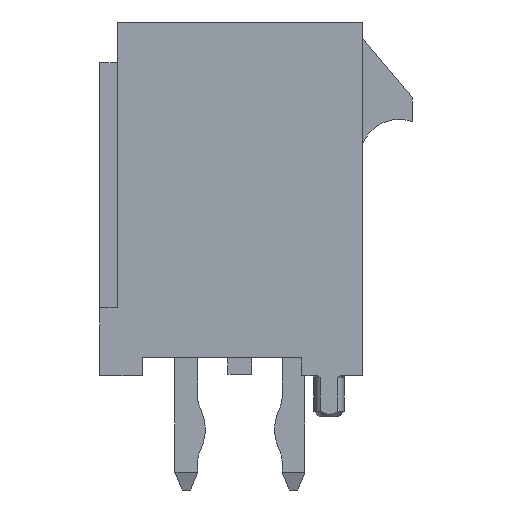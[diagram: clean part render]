
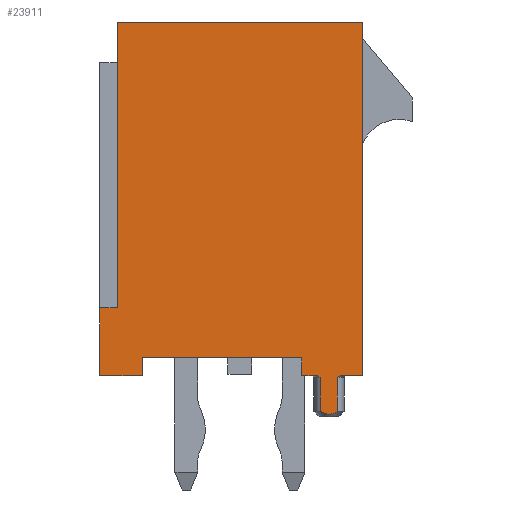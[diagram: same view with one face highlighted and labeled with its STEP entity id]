
A CAD part, left-side view. The second image highlights one B-rep face of the part: STEP entity #23911.
In plain terms, the highlighted face is planar.
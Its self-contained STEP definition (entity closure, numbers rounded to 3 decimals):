
#171=B_SPLINE_CURVE_WITH_KNOTS('',3,(#31207,#31208,#31209,#31210),
 .UNSPECIFIED.,.F.,.F.,(4,4),(0.,0.),
 .UNSPECIFIED.);
#175=B_SPLINE_CURVE_WITH_KNOTS('',3,(#31236,#31237,#31238,#31239),
 .UNSPECIFIED.,.F.,.F.,(4,4),(0.,0.),.UNSPECIFIED.);
#178=B_SPLINE_CURVE_WITH_KNOTS('',3,(#31260,#31261,#31262,#31263),
 .UNSPECIFIED.,.F.,.F.,(4,4),(0.,1.),.UNSPECIFIED.);
#1900=ORIENTED_EDGE('',*,*,#5843,.F.);
#1901=ORIENTED_EDGE('',*,*,#5838,.T.);
#1902=ORIENTED_EDGE('',*,*,#5841,.T.);
#1903=ORIENTED_EDGE('',*,*,#5831,.T.);
#1904=ORIENTED_EDGE('',*,*,#6529,.T.);
#1905=ORIENTED_EDGE('',*,*,#6527,.T.);
#1906=ORIENTED_EDGE('',*,*,#6530,.T.);
#1907=ORIENTED_EDGE('',*,*,#6531,.T.);
#1908=ORIENTED_EDGE('',*,*,#5852,.F.);
#1909=ORIENTED_EDGE('',*,*,#5847,.T.);
#1910=ORIENTED_EDGE('',*,*,#6532,.T.);
#1911=ORIENTED_EDGE('',*,*,#6508,.F.);
#1912=ORIENTED_EDGE('',*,*,#6533,.T.);
#1913=ORIENTED_EDGE('',*,*,#5926,.F.);
#1914=ORIENTED_EDGE('',*,*,#6534,.T.);
#1915=ORIENTED_EDGE('',*,*,#5823,.T.);
#5823=EDGE_CURVE('',#8306,#8307,#171,.T.);
#5831=EDGE_CURVE('',#8313,#8314,#175,.T.);
#5838=EDGE_CURVE('',#8320,#8319,#178,.T.);
#5841=EDGE_CURVE('',#8319,#8313,#9983,.T.);
#5843=EDGE_CURVE('',#8320,#8307,#9985,.T.);
#5847=EDGE_CURVE('',#8322,#8324,#9989,.T.);
#5852=EDGE_CURVE('',#8322,#8327,#9994,.T.);
#5926=EDGE_CURVE('',#8385,#8383,#10068,.T.);
#6508=EDGE_CURVE('',#8791,#8790,#10633,.T.);
#6527=EDGE_CURVE('',#8805,#8804,#10652,.T.);
#6529=EDGE_CURVE('',#8314,#8805,#10654,.T.);
#6530=EDGE_CURVE('',#8804,#8806,#10655,.T.);
#6531=EDGE_CURVE('',#8806,#8327,#10656,.T.);
#6532=EDGE_CURVE('',#8324,#8790,#10657,.T.);
#6533=EDGE_CURVE('',#8791,#8383,#10658,.T.);
#6534=EDGE_CURVE('',#8385,#8306,#10659,.T.);
#8306=VERTEX_POINT('',#31211);
#8307=VERTEX_POINT('',#31212);
#8313=VERTEX_POINT('',#31240);
#8314=VERTEX_POINT('',#31241);
#8319=VERTEX_POINT('',#31259);
#8320=VERTEX_POINT('',#31264);
#8322=VERTEX_POINT('',#31277);
#8324=VERTEX_POINT('',#31281);
#8327=VERTEX_POINT('',#31291);
#8383=VERTEX_POINT('',#31440);
#8385=VERTEX_POINT('',#31444);
#8790=VERTEX_POINT('',#32606);
#8791=VERTEX_POINT('',#32611);
#8804=VERTEX_POINT('',#32649);
#8805=VERTEX_POINT('',#32651);
#8806=VERTEX_POINT('',#32656);
#9983=LINE('',#31269,#12410);
#9985=LINE('',#31273,#12412);
#9989=LINE('',#31282,#12416);
#9994=LINE('',#31292,#12421);
#10068=LINE('',#31445,#12495);
#10633=LINE('',#32612,#13060);
#10652=LINE('',#32650,#13079);
#10654=LINE('',#32654,#13081);
#10655=LINE('',#32655,#13082);
#10656=LINE('',#32657,#13083);
#10657=LINE('',#32658,#13084);
#10658=LINE('',#32659,#13085);
#10659=LINE('',#32660,#13086);
#12410=VECTOR('',#26350,1000.);
#12412=VECTOR('',#26356,1000.);
#12416=VECTOR('',#26362,1000.);
#12421=VECTOR('',#26371,1000.);
#12495=VECTOR('',#26487,1000.);
#13060=VECTOR('',#27380,1000.);
#13079=VECTOR('',#27411,1000.);
#13081=VECTOR('',#27415,1000.);
#13082=VECTOR('',#27416,1000.);
#13083=VECTOR('',#27417,1000.);
#13084=VECTOR('',#27418,1000.);
#13085=VECTOR('',#27419,1000.);
#13086=VECTOR('',#27420,1000.);
#14595=EDGE_LOOP('',(#1900,#1901,#1902,#1903,#1904,#1905,#1906,#1907,#1908,
#1909,#1910,#1911,#1912,#1913,#1914,#1915));
#15570=FACE_BOUND('',#14595,.T.);
#16511=PLANE('',#24864);
#23911=ADVANCED_FACE('',(#15570),#16511,.T.);
#24864=AXIS2_PLACEMENT_3D('',#32653,#27413,#27414);
#26350=DIRECTION('',(0.,0.,1.));
#26356=DIRECTION('',(0.,0.,1.));
#26362=DIRECTION('',(0.,0.,-1.));
#26371=DIRECTION('',(-1.,0.,0.));
#26487=DIRECTION('',(0.,0.,1.));
#27380=DIRECTION('',(0.,0.,-1.));
#27411=DIRECTION('',(0.,0.,1.));
#27413=DIRECTION('',(0.,1.,0.));
#27414=DIRECTION('',(0.,0.,1.));
#27415=DIRECTION('',(-1.,0.,0.));
#27416=DIRECTION('',(1.,0.,0.));
#27417=DIRECTION('',(0.,0.,-1.));
#27418=DIRECTION('',(-1.,0.,0.));
#27419=DIRECTION('',(-1.,0.,0.));
#27420=DIRECTION('',(-1.,0.,0.));
#31207=CARTESIAN_POINT('',(-2.169,16.85,-4.95));
#31208=CARTESIAN_POINT('',(-2.195,16.85,-4.968));
#31209=CARTESIAN_POINT('',(-2.222,16.85,-4.984));
#31210=CARTESIAN_POINT('',(-2.249,16.85,-5.));
#31211=CARTESIAN_POINT('',(-2.169,16.85,-4.95));
#31212=CARTESIAN_POINT('',(-2.249,16.85,-5.));
#31236=CARTESIAN_POINT('',(-2.731,16.85,-5.));
#31237=CARTESIAN_POINT('',(-2.758,16.85,-4.984));
#31238=CARTESIAN_POINT('',(-2.785,16.85,-4.968));
#31239=CARTESIAN_POINT('',(-2.811,16.85,-4.95));
#31240=CARTESIAN_POINT('',(-2.731,16.85,-5.));
#31241=CARTESIAN_POINT('',(-2.811,16.85,-4.95));
#31259=CARTESIAN_POINT('',(-2.731,16.85,-5.95));
#31260=CARTESIAN_POINT('',(-2.249,16.85,-5.95));
#31261=CARTESIAN_POINT('',(-2.424,16.85,-6.05));
#31262=CARTESIAN_POINT('',(-2.554,16.85,-6.05));
#31263=CARTESIAN_POINT('',(-2.731,16.85,-5.95));
#31264=CARTESIAN_POINT('',(-2.249,16.85,-5.95));
#31269=CARTESIAN_POINT('',(-2.731,16.85,-6.1));
#31273=CARTESIAN_POINT('',(-2.249,16.85,-6.1));
#31277=CARTESIAN_POINT('',(3.93,16.85,-3.05));
#31281=CARTESIAN_POINT('',(3.93,16.85,-4.95));
#31282=CARTESIAN_POINT('',(3.93,16.85,-3.05));
#31291=CARTESIAN_POINT('',(3.43,16.85,-3.05));
#31292=CARTESIAN_POINT('',(3.93,16.85,-3.05));
#31440=CARTESIAN_POINT('',(-1.73,16.85,-4.45));
#31444=CARTESIAN_POINT('',(-1.73,16.85,-4.95));
#31445=CARTESIAN_POINT('',(-1.73,16.85,-4.95));
#32606=CARTESIAN_POINT('',(2.73,16.85,-4.95));
#32611=CARTESIAN_POINT('',(2.73,16.85,-4.45));
#32612=CARTESIAN_POINT('',(2.73,16.85,-4.45));
#32649=CARTESIAN_POINT('',(-3.43,16.85,4.95));
#32650=CARTESIAN_POINT('',(-3.43,16.85,-4.95));
#32651=CARTESIAN_POINT('',(-3.43,16.85,-4.95));
#32653=CARTESIAN_POINT('',(0.,16.85,0.));
#32654=CARTESIAN_POINT('',(3.43,16.85,-4.95));
#32655=CARTESIAN_POINT('',(-3.43,16.85,4.95));
#32656=CARTESIAN_POINT('',(3.43,16.85,4.95));
#32657=CARTESIAN_POINT('',(3.43,16.85,4.95));
#32658=CARTESIAN_POINT('',(3.43,16.85,-4.95));
#32659=CARTESIAN_POINT('',(-2.73,16.85,-4.45));
#32660=CARTESIAN_POINT('',(3.43,16.85,-4.95));
